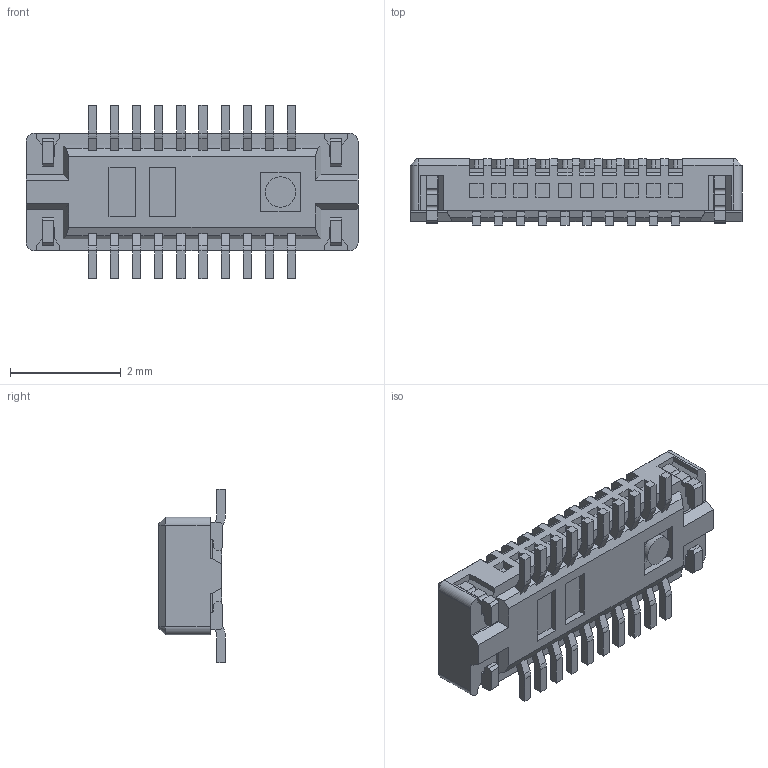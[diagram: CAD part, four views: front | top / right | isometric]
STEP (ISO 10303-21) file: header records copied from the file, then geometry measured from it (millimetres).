
FILE_DESCRIPTION((''),'2;1');
FILE_NAME('559090274','2019-05-22T',('gga'),(''),'PRO/ENGINEER BY PARAMETRIC TECHNOLOGY CORPORATION, 2016010','PRO/ENGINEER BY PARAMETRIC TECHNOLOGY CORPORATION, 2016010','');
FILE_SCHEMA(('CONFIG_CONTROL_DESIGN'));
Length unit declared in the file: millimetre
Products named in the file (1): 559090274
Bounding box: 6 x 1.2 x 3.13 mm (x, y, z)
Volume: 8.4 mm3; surface area: 72 mm2
Topology: 1 solids, 1 shells, 742 faces, 2209 edges, 1494 vertices
Faces by surface type: plane 612, cylinder 126, cone 4
Entity records: 24508 total; most frequent: CARTESIAN_POINT 4376, ORIENTED_EDGE 4224, DIRECTION 3959, EDGE_CURVE 2112, VECTOR 1937, LINE 1937, VERTEX_POINT 1396, AXIS2_PLACEMENT_3D 1011
